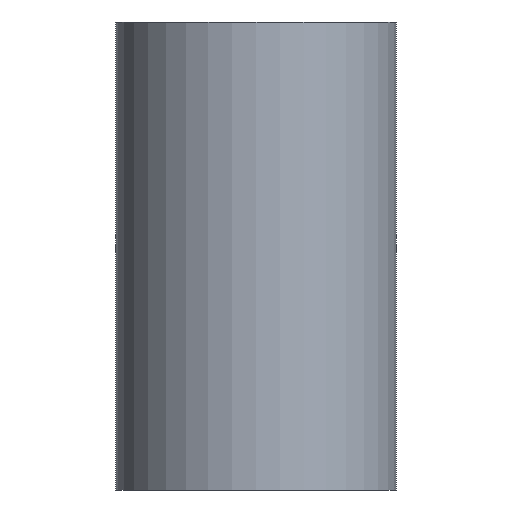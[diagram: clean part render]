
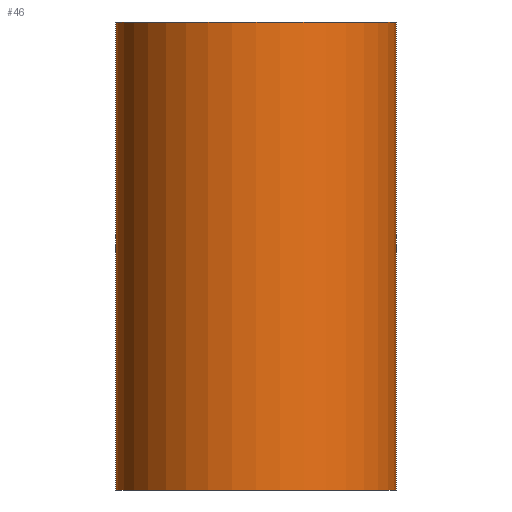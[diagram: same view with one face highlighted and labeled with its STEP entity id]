
A CAD part, front view. The second image highlights one B-rep face of the part: STEP entity #46.
In plain terms, the highlighted cylindrical face has radius 3 mm (diameter 6 mm), a partial arc.
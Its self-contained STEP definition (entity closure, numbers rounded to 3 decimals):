
#1 = CARTESIAN_POINT ( 'NONE',  ( -14.903, 30.059, 0. ) ) ;
#2 = DIRECTION ( 'NONE',  ( 0., 0., -1. ) ) ;
#3 = AXIS2_PLACEMENT_3D ( 'NONE', #25, #83, #59 ) ;
#8 = DIRECTION ( 'NONE',  ( 1., 0., 0. ) ) ;
#10 = VECTOR ( 'NONE', #174, 1000. ) ;
#13 = VECTOR ( 'NONE', #182, 1000. ) ;
#22 = EDGE_CURVE ( 'NONE', #115, #63, #95, .T. ) ;
#25 = CARTESIAN_POINT ( 'NONE',  ( -11.903, 30.059, 0. ) ) ;
#29 = AXIS2_PLACEMENT_3D ( 'NONE', #122, #191, #8 ) ;
#31 = EDGE_LOOP ( 'NONE', ( #173, #142, #75, #52 ) ) ;
#34 = CARTESIAN_POINT ( 'NONE',  ( -11.903, 30.059, 10. ) ) ;
#36 = VERTEX_POINT ( 'NONE', #185 ) ;
#46 = ADVANCED_FACE ( 'NONE', ( #198 ), #131, .T. ) ;
#52 = ORIENTED_EDGE ( 'NONE', *, *, #68, .T. ) ;
#59 = DIRECTION ( 'NONE',  ( 1., 0., 0. ) ) ;
#63 = VERTEX_POINT ( 'NONE', #1 ) ;
#68 = EDGE_CURVE ( 'NONE', #63, #36, #134, .T. ) ;
#75 = ORIENTED_EDGE ( 'NONE', *, *, #22, .T. ) ;
#83 = DIRECTION ( 'NONE',  ( 0., 0., 1. ) ) ;
#95 = LINE ( 'NONE', #130, #13 ) ;
#101 = LINE ( 'NONE', #124, #10 ) ;
#115 = VERTEX_POINT ( 'NONE', #149 ) ;
#116 = EDGE_CURVE ( 'NONE', #115, #165, #190, .T. ) ;
#122 = CARTESIAN_POINT ( 'NONE',  ( -11.903, 30.059, 10. ) ) ;
#124 = CARTESIAN_POINT ( 'NONE',  ( -8.903, 30.059, 10. ) ) ;
#130 = CARTESIAN_POINT ( 'NONE',  ( -14.903, 30.059, 10. ) ) ;
#131 = CYLINDRICAL_SURFACE ( 'NONE', #181, 3. ) ;
#134 = CIRCLE ( 'NONE', #3, 3. ) ;
#138 = EDGE_CURVE ( 'NONE', #165, #36, #101, .T. ) ;
#140 = CARTESIAN_POINT ( 'NONE',  ( -8.903, 30.059, 10. ) ) ;
#142 = ORIENTED_EDGE ( 'NONE', *, *, #116, .F. ) ;
#149 = CARTESIAN_POINT ( 'NONE',  ( -14.903, 30.059, 10. ) ) ;
#165 = VERTEX_POINT ( 'NONE', #140 ) ;
#173 = ORIENTED_EDGE ( 'NONE', *, *, #138, .F. ) ;
#174 = DIRECTION ( 'NONE',  ( 0., 0., -1. ) ) ;
#181 = AXIS2_PLACEMENT_3D ( 'NONE', #34, #2, #184 ) ;
#182 = DIRECTION ( 'NONE',  ( 0., 0., -1. ) ) ;
#184 = DIRECTION ( 'NONE',  ( -1., 0., 0. ) ) ;
#185 = CARTESIAN_POINT ( 'NONE',  ( -8.903, 30.059, 0. ) ) ;
#190 = CIRCLE ( 'NONE', #29, 3. ) ;
#191 = DIRECTION ( 'NONE',  ( 0., 0., 1. ) ) ;
#198 = FACE_OUTER_BOUND ( 'NONE', #31, .T. ) ;
